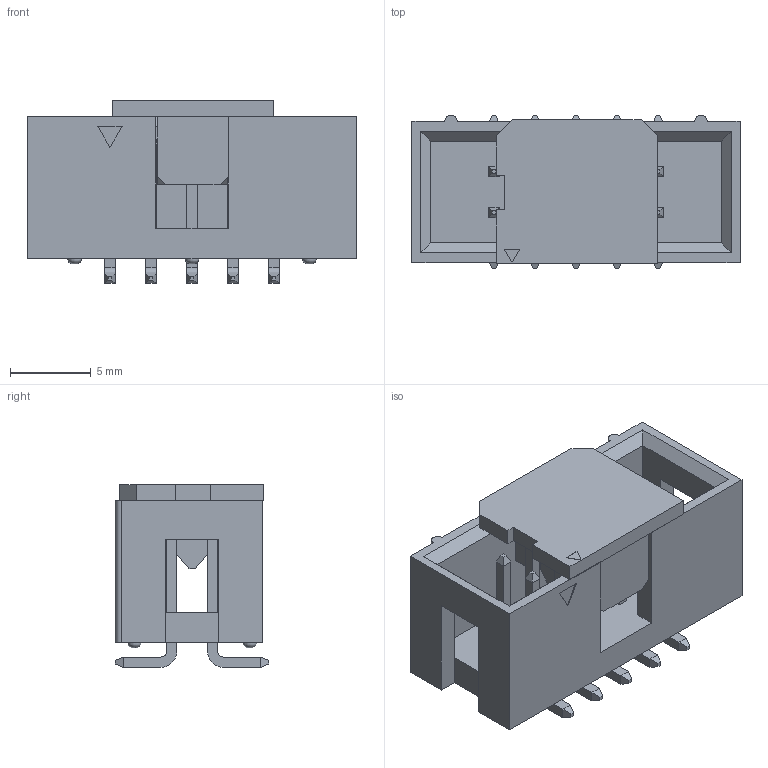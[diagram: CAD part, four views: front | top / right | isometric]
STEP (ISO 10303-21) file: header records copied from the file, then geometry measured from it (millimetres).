
FILE_DESCRIPTION(/* description */ ('Unknown'),/* implementation_level */ '2;1');
FILE_NAME(/* name */ '61231020621',/* time_stamp */ '2022-05-18T16:11:09+02:00',/* author */ ('Unknown'),/* organization */ ('Unknown'),/* preprocessor_version */ 'ST-DEVELOPER v16.7',/* originating_system */ 'Solid Edge',/* authorisation */ 'Unknown');
FILE_SCHEMA (('AUTOMOTIVE_DESIGN {1 0 10303 214 3 1 1}'));
Length unit declared in the file: millimetre
Products named in the file (4): 6123xx20621; 61201020621; 6120xx20621_PIN; 6123xx20621_Cap
Assembly tree (12 placements, depth 2):
  6123xx20621
    61201020621
    6120xx20621_PIN  x10
    6123xx20621_Cap
Bounding box: 20.32 x 9.51 x 11.32 mm (x, y, z)
Volume: 906.5 mm3; surface area: 1831.7 mm2
Topology: 12 solids, 12 shells, 350 faces, 835 edges, 516 vertices
Faces by surface type: plane 322, cylinder 22, torus 6
Entity records: 5620 total; most frequent: CARTESIAN_POINT 958, ORIENTED_EDGE 926, DIRECTION 885, EDGE_CURVE 463, LINE 443, VECTOR 443, VERTEX_POINT 294, EDGE_LOOP 225
